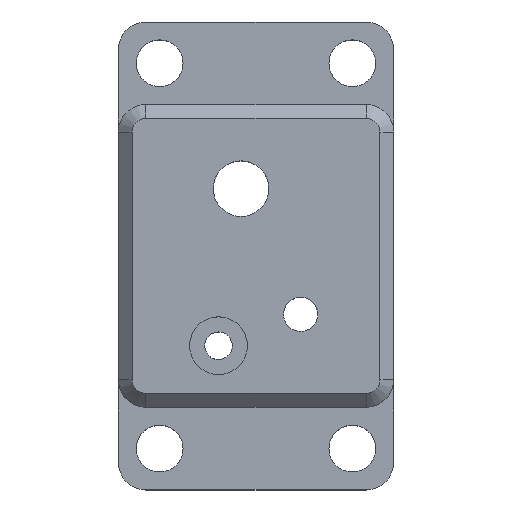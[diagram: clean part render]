
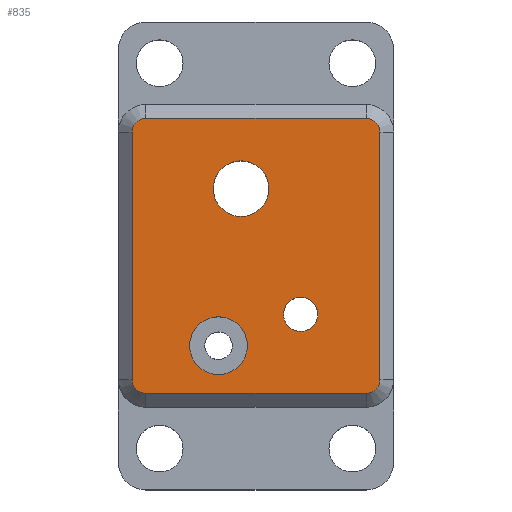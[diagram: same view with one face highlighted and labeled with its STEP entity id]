
A CAD part, top view. The second image highlights one B-rep face of the part: STEP entity #835.
In plain terms, the highlighted planar face has unit normal (0, 0, 1).
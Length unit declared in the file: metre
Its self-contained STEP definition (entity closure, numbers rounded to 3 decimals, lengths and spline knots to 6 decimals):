
#62=CIRCLE('',#907,0.002019);
#66=CIRCLE('',#913,0.00125);
#68=CIRCLE('',#920,0.001);
#69=CIRCLE('',#921,0.001);
#70=CIRCLE('',#922,0.001);
#71=CIRCLE('',#923,0.001);
#72=CIRCLE('',#924,0.0021);
#156=ORIENTED_EDGE('',*,*,#390,.T.);
#157=ORIENTED_EDGE('',*,*,#391,.T.);
#158=ORIENTED_EDGE('',*,*,#392,.T.);
#159=ORIENTED_EDGE('',*,*,#393,.T.);
#160=ORIENTED_EDGE('',*,*,#394,.T.);
#161=ORIENTED_EDGE('',*,*,#395,.T.);
#162=ORIENTED_EDGE('',*,*,#396,.T.);
#163=ORIENTED_EDGE('',*,*,#397,.T.);
#164=ORIENTED_EDGE('',*,*,#366,.T.);
#165=ORIENTED_EDGE('',*,*,#398,.F.);
#166=ORIENTED_EDGE('',*,*,#360,.T.);
#360=EDGE_CURVE('',#480,#480,#62,.T.);
#366=EDGE_CURVE('',#485,#485,#66,.T.);
#390=EDGE_CURVE('',#504,#505,#569,.T.);
#391=EDGE_CURVE('',#505,#506,#68,.T.);
#392=EDGE_CURVE('',#506,#507,#570,.T.);
#393=EDGE_CURVE('',#507,#508,#69,.T.);
#394=EDGE_CURVE('',#508,#509,#571,.T.);
#395=EDGE_CURVE('',#509,#510,#70,.T.);
#396=EDGE_CURVE('',#510,#511,#572,.T.);
#397=EDGE_CURVE('',#511,#504,#71,.T.);
#398=EDGE_CURVE('',#512,#512,#72,.T.);
#480=VERTEX_POINT('',#1303);
#485=VERTEX_POINT('',#1316);
#504=VERTEX_POINT('',#1364);
#505=VERTEX_POINT('',#1365);
#506=VERTEX_POINT('',#1367);
#507=VERTEX_POINT('',#1369);
#508=VERTEX_POINT('',#1371);
#509=VERTEX_POINT('',#1373);
#510=VERTEX_POINT('',#1375);
#511=VERTEX_POINT('',#1377);
#512=VERTEX_POINT('',#1380);
#569=LINE('',#1363,#634);
#570=LINE('',#1368,#635);
#571=LINE('',#1372,#636);
#572=LINE('',#1376,#637);
#634=VECTOR('',#1084,1.);
#635=VECTOR('',#1087,1.);
#636=VECTOR('',#1090,1.);
#637=VECTOR('',#1093,1.);
#683=EDGE_LOOP('',(#156,#157,#158,#159,#160,#161,#162,#163));
#684=EDGE_LOOP('',(#164));
#685=EDGE_LOOP('',(#165));
#686=EDGE_LOOP('',(#166));
#753=FACE_BOUND('',#683,.T.);
#754=FACE_BOUND('',#684,.T.);
#755=FACE_BOUND('',#685,.T.);
#756=FACE_BOUND('',#686,.T.);
#812=PLANE('',#919);
#835=ADVANCED_FACE('',(#753,#754,#755,#756),#812,.T.);
#907=AXIS2_PLACEMENT_3D('',#1302,#1034,#1035);
#913=AXIS2_PLACEMENT_3D('',#1315,#1048,#1049);
#919=AXIS2_PLACEMENT_3D('',#1362,#1082,#1083);
#920=AXIS2_PLACEMENT_3D('',#1366,#1085,#1086);
#921=AXIS2_PLACEMENT_3D('',#1370,#1088,#1089);
#922=AXIS2_PLACEMENT_3D('',#1374,#1091,#1092);
#923=AXIS2_PLACEMENT_3D('',#1378,#1094,#1095);
#924=AXIS2_PLACEMENT_3D('',#1379,#1096,#1097);
#1034=DIRECTION('',(0.,0.,-1.));
#1035=DIRECTION('',(-1.,0.,0.));
#1048=DIRECTION('',(0.,0.,-1.));
#1049=DIRECTION('',(-1.,0.,0.));
#1082=DIRECTION('',(0.,0.,1.));
#1083=DIRECTION('',(1.,0.,0.));
#1084=DIRECTION('',(0.,-1.,0.));
#1085=DIRECTION('',(0.,0.,1.));
#1086=DIRECTION('',(1.,0.,0.));
#1087=DIRECTION('',(1.,0.,0.));
#1088=DIRECTION('',(0.,0.,1.));
#1089=DIRECTION('',(1.,0.,0.));
#1090=DIRECTION('',(0.,1.,0.));
#1091=DIRECTION('',(0.,0.,1.));
#1092=DIRECTION('',(1.,0.,0.));
#1093=DIRECTION('',(-1.,0.,0.));
#1094=DIRECTION('',(0.,0.,1.));
#1095=DIRECTION('',(1.,0.,0.));
#1096=DIRECTION('',(0.,0.,1.));
#1097=DIRECTION('',(1.,0.,0.));
#1302=CARTESIAN_POINT('',(0.008915,0.004885,0.028));
#1303=CARTESIAN_POINT('',(0.006896,0.004885,0.028));
#1315=CARTESIAN_POINT('',(0.01325,-0.00425,0.028));
#1316=CARTESIAN_POINT('',(0.012,-0.00425,0.028));
#1362=CARTESIAN_POINT('',(0.01,0.,0.028));
#1363=CARTESIAN_POINT('',(0.001,0.,0.028));
#1364=CARTESIAN_POINT('',(0.001,0.009,0.028));
#1365=CARTESIAN_POINT('',(0.001,-0.009,0.028));
#1366=CARTESIAN_POINT('',(0.002,-0.009,0.028));
#1367=CARTESIAN_POINT('',(0.002,-0.01,0.028));
#1368=CARTESIAN_POINT('',(0.01,-0.01,0.028));
#1369=CARTESIAN_POINT('',(0.018,-0.01,0.028));
#1370=CARTESIAN_POINT('',(0.018,-0.009,0.028));
#1371=CARTESIAN_POINT('',(0.019,-0.009,0.028));
#1372=CARTESIAN_POINT('',(0.019,0.009,0.028));
#1373=CARTESIAN_POINT('',(0.019,0.009,0.028));
#1374=CARTESIAN_POINT('',(0.018,0.009,0.028));
#1375=CARTESIAN_POINT('',(0.018,0.01,0.028));
#1376=CARTESIAN_POINT('',(0.01,0.01,0.028));
#1377=CARTESIAN_POINT('',(0.002,0.01,0.028));
#1378=CARTESIAN_POINT('',(0.002,0.009,0.028));
#1379=CARTESIAN_POINT('',(0.007275,-0.006525,0.028));
#1380=CARTESIAN_POINT('',(0.009375,-0.006525,0.028));
